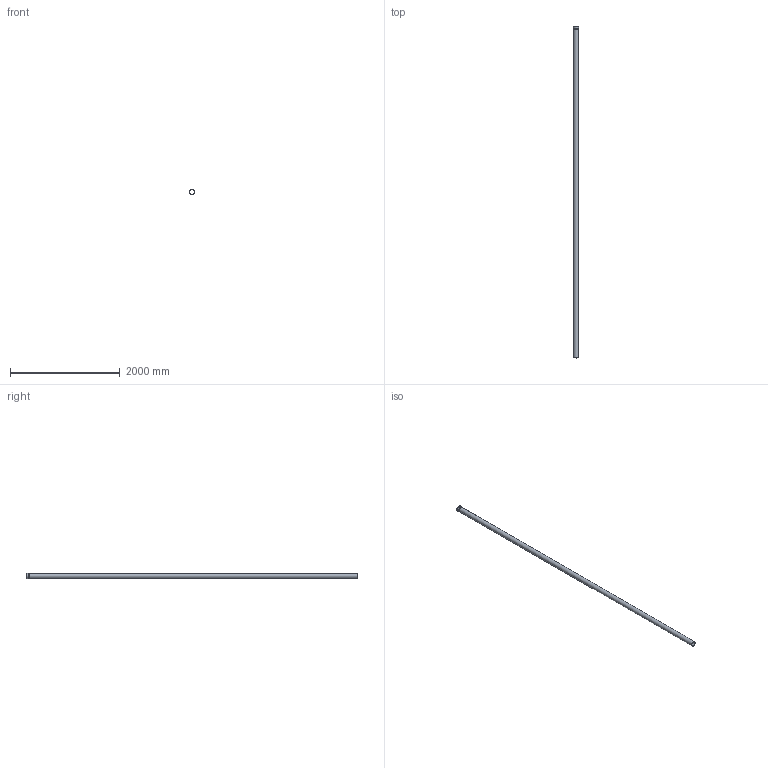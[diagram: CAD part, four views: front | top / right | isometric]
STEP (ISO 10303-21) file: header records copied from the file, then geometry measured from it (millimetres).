
FILE_DESCRIPTION(/* description */ (''),/* implementation_level */ '2;1');
FILE_NAME(/* name */ '730280z.stp',/* time_stamp */ '2024-09-25T09:23:29+02:00',/* author */ ('corinna'),/* organization */ (''),/* preprocessor_version */ 'ST-DEVELOPER v20',/* originating_system */ 'Autodesk Inventor 2024',/* authorisation */ '');
FILE_SCHEMA (('AUTOMOTIVE_DESIGN { 1 0 10303 214 3 1 1 }'));
Length unit declared in the file: millimetre
Products named in the file (1): 730280z
Bounding box: 104.5 x 6058 x 104.5 mm (x, y, z)
Volume: 3690034.3 mm3; surface area: 3357031.5 mm2
Topology: 1 solids, 1 shells, 29 faces, 73 edges, 47 vertices
Faces by surface type: torus 10, cylinder 9, cone 7, plane 3
Full cylindrical faces by diameter (mm): 85.8 x1, 90.2 x1, 90.5 x1, 90.8 x2, 94.7 x1, 95 x1, 100.3 x1, 104.5 x1
Entity records: 951 total; most frequent: DIRECTION 190, CARTESIAN_POINT 150, ORIENTED_EDGE 146, AXIS2_PLACEMENT_3D 87, EDGE_CURVE 73, CIRCLE 57, VERTEX_POINT 47, EDGE_LOOP 32
